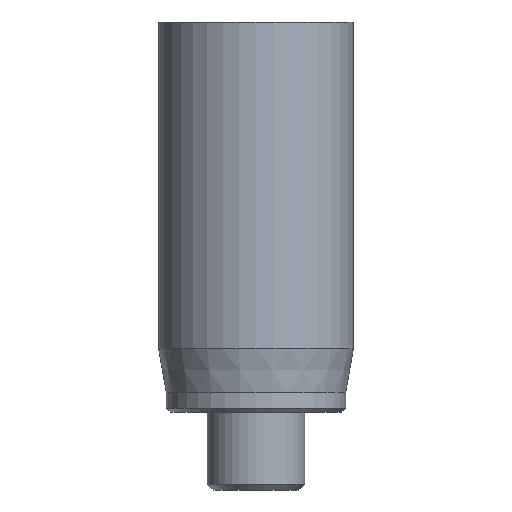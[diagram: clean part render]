
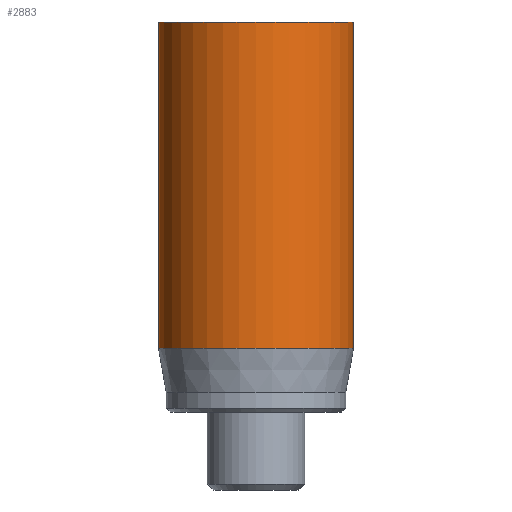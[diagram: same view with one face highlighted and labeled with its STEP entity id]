
A CAD part, front view. The second image highlights one B-rep face of the part: STEP entity #2883.
In plain terms, the highlighted cylindrical face has radius 5 mm (diameter 10 mm), a full revolution.
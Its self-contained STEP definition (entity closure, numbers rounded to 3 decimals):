
#54=CYLINDRICAL_SURFACE('',#3082,5.);
#74=CIRCLE('',#3080,5.);
#75=CIRCLE('',#3081,5.);
#76=CIRCLE('',#3083,5.);
#461=FACE_OUTER_BOUND('',#625,.T.);
#625=EDGE_LOOP('',(#2309,#2310,#2311,#2312,#2313));
#839=LINE('',#4893,#1059);
#1059=VECTOR('',#3415,5.);
#1316=VERTEX_POINT('',#4885);
#1317=VERTEX_POINT('',#4886);
#1318=VERTEX_POINT('',#4891);
#1691=EDGE_CURVE('',#1316,#1317,#74,.T.);
#1692=EDGE_CURVE('',#1317,#1316,#75,.T.);
#1694=EDGE_CURVE('',#1318,#1318,#76,.T.);
#1695=EDGE_CURVE('',#1318,#1316,#839,.T.);
#2309=ORIENTED_EDGE('',*,*,#1694,.T.);
#2310=ORIENTED_EDGE('',*,*,#1695,.T.);
#2311=ORIENTED_EDGE('',*,*,#1691,.T.);
#2312=ORIENTED_EDGE('',*,*,#1692,.T.);
#2313=ORIENTED_EDGE('',*,*,#1695,.F.);
#2883=ADVANCED_FACE('',(#461),#54,.T.);
#3080=AXIS2_PLACEMENT_3D('',#4887,#3406,#3407);
#3081=AXIS2_PLACEMENT_3D('',#4888,#3408,#3409);
#3082=AXIS2_PLACEMENT_3D('',#4890,#3411,#3412);
#3083=AXIS2_PLACEMENT_3D('',#4892,#3413,#3414);
#3406=DIRECTION('center_axis',(0.,0.,1.));
#3407=DIRECTION('ref_axis',(-1.,0.,0.));
#3408=DIRECTION('center_axis',(0.,0.,1.));
#3409=DIRECTION('ref_axis',(-1.,0.,0.));
#3411=DIRECTION('center_axis',(0.,0.,1.));
#3412=DIRECTION('ref_axis',(-1.,0.,0.));
#3413=DIRECTION('center_axis',(0.,0.,-1.));
#3414=DIRECTION('ref_axis',(-1.,0.,0.));
#3415=DIRECTION('',(0.,0.,-1.));
#4885=CARTESIAN_POINT('',(5.,0.,3.269));
#4886=CARTESIAN_POINT('',(-5.,0.,3.269));
#4887=CARTESIAN_POINT('Origin',(0.,0.,3.269));
#4888=CARTESIAN_POINT('Origin',(0.,0.,3.269));
#4890=CARTESIAN_POINT('Origin',(0.,0.,0.));
#4891=CARTESIAN_POINT('',(5.,0.,20.));
#4892=CARTESIAN_POINT('Origin',(0.,0.,20.));
#4893=CARTESIAN_POINT('',(5.,0.,0.));
